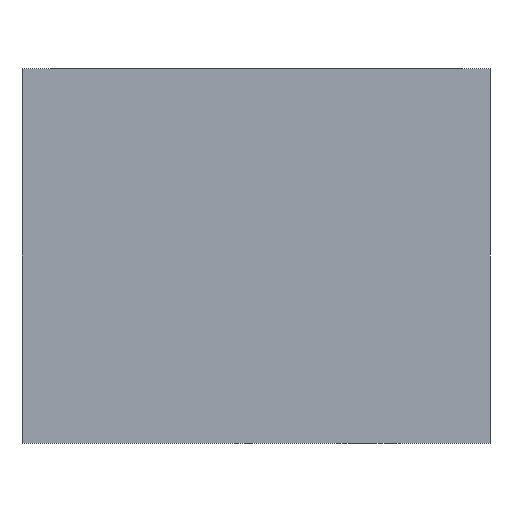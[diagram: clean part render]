
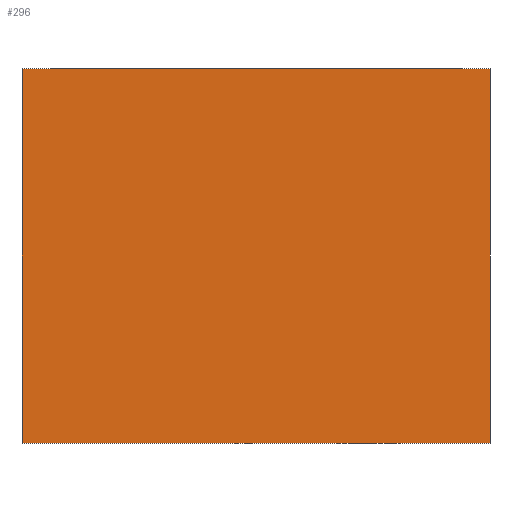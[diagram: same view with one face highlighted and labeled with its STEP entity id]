
A CAD part, front view. The second image highlights one B-rep face of the part: STEP entity #296.
In plain terms, the highlighted planar face has unit normal (0, -1, 0).
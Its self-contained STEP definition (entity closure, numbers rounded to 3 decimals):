
#29=FACE_OUTER_BOUND('',#47,.T.);
#47=EDGE_LOOP('',(#240,#241,#242,#243));
#77=LINE('',#457,#114);
#81=LINE('',#466,#118);
#83=LINE('',#471,#120);
#85=LINE('',#474,#122);
#114=VECTOR('',#371,10.);
#118=VECTOR('',#377,10.);
#120=VECTOR('',#383,10.);
#122=VECTOR('',#387,10.);
#146=VERTEX_POINT('',#454);
#147=VERTEX_POINT('',#456);
#150=VERTEX_POINT('',#463);
#151=VERTEX_POINT('',#465);
#177=EDGE_CURVE('',#146,#147,#77,.T.);
#181=EDGE_CURVE('',#150,#151,#81,.T.);
#184=EDGE_CURVE('',#147,#150,#83,.T.);
#186=EDGE_CURVE('',#146,#151,#85,.T.);
#240=ORIENTED_EDGE('',*,*,#186,.T.);
#241=ORIENTED_EDGE('',*,*,#181,.F.);
#242=ORIENTED_EDGE('',*,*,#184,.F.);
#243=ORIENTED_EDGE('',*,*,#177,.F.);
#281=PLANE('',#327);
#296=ADVANCED_FACE('',(#29),#281,.F.);
#327=AXIS2_PLACEMENT_3D('',#473,#385,#386);
#371=DIRECTION('',(1.,0.,0.));
#377=DIRECTION('',(-1.,0.,0.));
#383=DIRECTION('',(0.,0.,-1.));
#385=DIRECTION('center_axis',(0.,1.,0.));
#386=DIRECTION('ref_axis',(0.,0.,-1.));
#387=DIRECTION('',(0.,0.,-1.));
#454=CARTESIAN_POINT('',(0.,0.,16.));
#456=CARTESIAN_POINT('',(20.,0.,16.));
#457=CARTESIAN_POINT('',(10.,0.,16.));
#463=CARTESIAN_POINT('',(20.,0.,0.));
#465=CARTESIAN_POINT('',(0.,0.,0.));
#466=CARTESIAN_POINT('',(10.,0.,0.));
#471=CARTESIAN_POINT('',(20.,0.,8.));
#473=CARTESIAN_POINT('Origin',(10.,0.,8.));
#474=CARTESIAN_POINT('',(0.,0.,8.));
